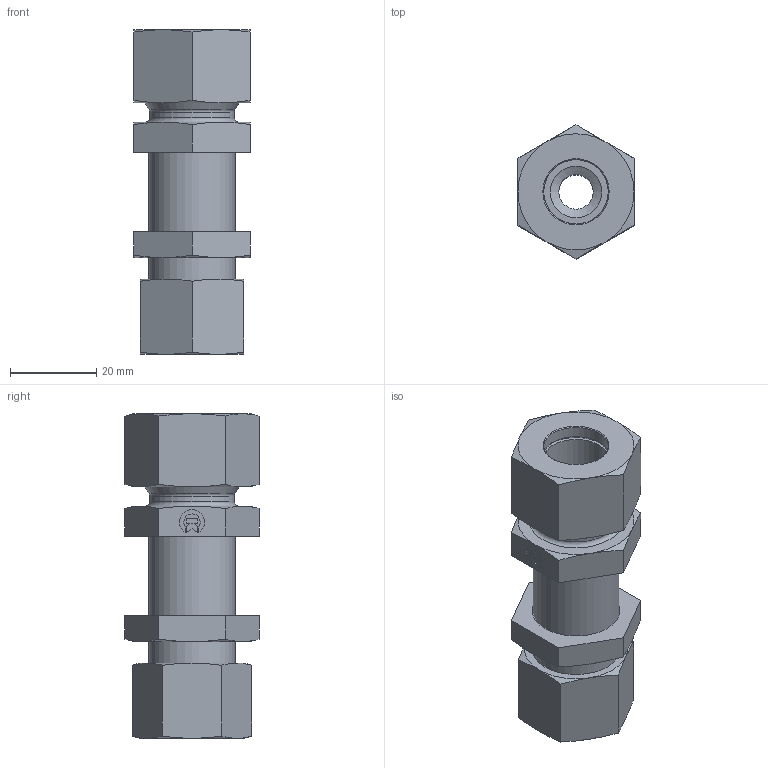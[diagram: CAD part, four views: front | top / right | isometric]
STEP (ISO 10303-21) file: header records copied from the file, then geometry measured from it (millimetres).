
FILE_DESCRIPTION((''),'2;1');
FILE_NAME('34412152022.stp','2014-08-19T17:29:02',(''),('KNOMI spol. s r. o.'),'Autodesk Inventor 2012','Autodesk Inventor 2012','');
FILE_SCHEMA(('AUTOMOTIVE_DESIGN { 1 2 10303 214 0 1 1 1 }'));
Length unit declared in the file: millimetre
Products named in the file (7): PSPR2K 12S/15L M20x1,5 D/M22x1,5; 334 1215 2022; 40112; 40115; 3981220; 3911522; 34 00 20
Assembly tree (6 placements, depth 2):
  PSPR2K 12S/15L M20x1,5 D/M22x1,5
    334 1215 2022
    40112
    40115
    3981220
    3911522
    34 00 20
Bounding box: 27.01 x 31.18 x 75.5 mm (x, y, z)
Volume: 30231.5 mm3; surface area: 16642.1 mm2
Topology: 6 solids, 6 shells, 154 faces, 350 edges, 216 vertices
Faces by surface type: plane 70, cone 58, cylinder 22, torus 4
Full cylindrical faces by diameter (mm): 8 x1, 12 x4, 14.3 x1, 15 x3, 16 x1, 17.3 x1, 18.376 x2, 19.7 x1, 20 x2, 20.376 x1, 22 x1
Entity records: 4221 total; most frequent: CARTESIAN_POINT 803, DIRECTION 653, ORIENTED_EDGE 582, EDGE_CURVE 291, AXIS2_PLACEMENT_3D 267, EDGE_LOOP 218, VERTEX_POINT 201, STYLED_ITEM 158
